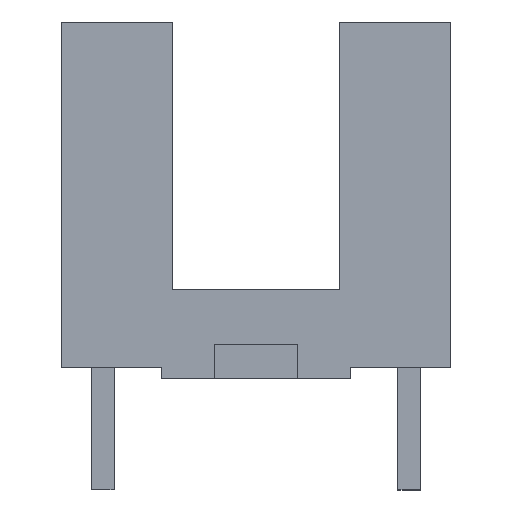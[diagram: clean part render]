
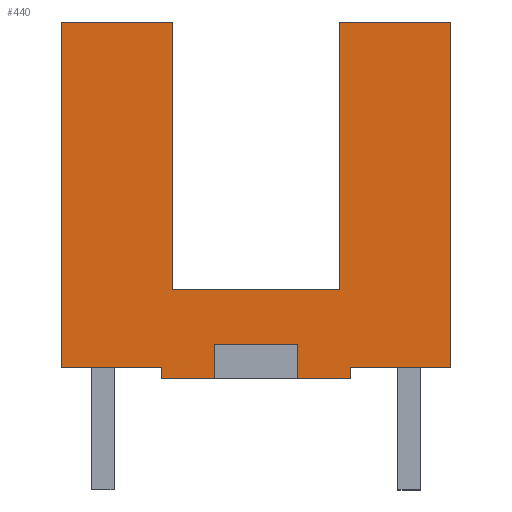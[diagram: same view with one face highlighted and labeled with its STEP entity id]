
A CAD part, top view. The second image highlights one B-rep face of the part: STEP entity #440.
In plain terms, the highlighted planar face has unit normal (0, 0, 1).
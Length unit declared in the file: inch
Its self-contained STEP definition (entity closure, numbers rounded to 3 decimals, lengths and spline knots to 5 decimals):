
#2 = ORIENTED_EDGE ( 'NONE', *, *, #1229, .T. ) ;
#13 = CARTESIAN_POINT ( 'NONE',  ( -0.0375, 0.03, 0.105 ) ) ;
#23 = EDGE_CURVE ( 'NONE', #1676, #1590, #1732, .T. ) ;
#44 = EDGE_CURVE ( 'NONE', #1271, #2380, #761, .T. ) ;
#60 = EDGE_CURVE ( 'NONE', #2238, #142, #1761, .T. ) ;
#77 = CARTESIAN_POINT ( 'NONE',  ( -0.175, 0.32, 0.105 ) ) ;
#98 = DIRECTION ( 'NONE',  ( 0., -1., 0. ) ) ;
#103 = DIRECTION ( 'NONE',  ( 0., -1., 0. ) ) ;
#108 = DIRECTION ( 'NONE',  ( 1., 0., 0. ) ) ;
#119 = DIRECTION ( 'NONE',  ( 0., -1., 0. ) ) ;
#120 = CARTESIAN_POINT ( 'NONE',  ( 0.175, 0.32, 0.105 ) ) ;
#123 = CARTESIAN_POINT ( 'NONE',  ( -0.175, 0., 0.105 ) ) ;
#127 = DIRECTION ( 'NONE',  ( -1., 0., 0. ) ) ;
#142 = VERTEX_POINT ( 'NONE', #2089 ) ;
#175 = VECTOR ( 'NONE', #119, 39.37008 ) ;
#187 = VERTEX_POINT ( 'NONE', #2470 ) ;
#197 = VECTOR ( 'NONE', #1967, 39.37008 ) ;
#212 = DIRECTION ( 'NONE',  ( 1., 0., 0. ) ) ;
#256 = VERTEX_POINT ( 'NONE', #13 ) ;
#265 = ORIENTED_EDGE ( 'NONE', *, *, #1102, .F. ) ;
#277 = ORIENTED_EDGE ( 'NONE', *, *, #1657, .T. ) ;
#297 = DIRECTION ( 'NONE',  ( 0., 0., -1. ) ) ;
#320 = VECTOR ( 'NONE', #98, 39.37008 ) ;
#338 = DIRECTION ( 'NONE',  ( 1., 0., 0. ) ) ;
#394 = EDGE_CURVE ( 'NONE', #557, #1091, #1658, .T. ) ;
#440 = ADVANCED_FACE ( 'NONE', ( #2040 ), #685, .F. ) ;
#460 = CARTESIAN_POINT ( 'NONE',  ( -0.075, 0.32, 0.105 ) ) ;
#491 = CARTESIAN_POINT ( 'NONE',  ( 0.175, 0.01, 0.105 ) ) ;
#518 = DIRECTION ( 'NONE',  ( 1., 0., 0. ) ) ;
#519 = VECTOR ( 'NONE', #1434, 39.37008 ) ;
#539 = LINE ( 'NONE', #1481, #175 ) ;
#546 = CARTESIAN_POINT ( 'NONE',  ( -0.085, 0.01, 0.105 ) ) ;
#557 = VERTEX_POINT ( 'NONE', #1356 ) ;
#581 = DIRECTION ( 'NONE',  ( 1., 0., 0. ) ) ;
#606 = VECTOR ( 'NONE', #212, 39.37008 ) ;
#656 = CARTESIAN_POINT ( 'NONE',  ( -0.175, 0., 0.105 ) ) ;
#671 = VECTOR ( 'NONE', #103, 39.37008 ) ;
#685 = PLANE ( 'NONE',  #1231 ) ;
#690 = CARTESIAN_POINT ( 'NONE',  ( -0.0375, 0.03, 0.105 ) ) ;
#695 = CARTESIAN_POINT ( 'NONE',  ( 0.085, 0., 0.105 ) ) ;
#716 = EDGE_CURVE ( 'NONE', #847, #883, #539, .T. ) ;
#735 = ORIENTED_EDGE ( 'NONE', *, *, #854, .T. ) ;
#761 = LINE ( 'NONE', #546, #1289 ) ;
#762 = CARTESIAN_POINT ( 'NONE',  ( -0.0375, 0.03, 0.105 ) ) ;
#763 = ORIENTED_EDGE ( 'NONE', *, *, #23, .F. ) ;
#770 = VERTEX_POINT ( 'NONE', #1849 ) ;
#794 = CARTESIAN_POINT ( 'NONE',  ( -0.175, 0.32, 0.105 ) ) ;
#834 = CARTESIAN_POINT ( 'NONE',  ( -0.075, 0.08, 0.105 ) ) ;
#844 = LINE ( 'NONE', #690, #1238 ) ;
#847 = VERTEX_POINT ( 'NONE', #460 ) ;
#854 = EDGE_CURVE ( 'NONE', #1677, #2380, #1237, .T. ) ;
#883 = VERTEX_POINT ( 'NONE', #834 ) ;
#922 = CARTESIAN_POINT ( 'NONE',  ( 0.0375, 0.03, 0.105 ) ) ;
#943 = CARTESIAN_POINT ( 'NONE',  ( 0.085, 0., 0.105 ) ) ;
#957 = ORIENTED_EDGE ( 'NONE', *, *, #1009, .F. ) ;
#988 = ORIENTED_EDGE ( 'NONE', *, *, #1979, .F. ) ;
#1009 = EDGE_CURVE ( 'NONE', #1677, #847, #1935, .T. ) ;
#1040 = VECTOR ( 'NONE', #2499, 39.37008 ) ;
#1041 = CARTESIAN_POINT ( 'NONE',  ( 0.175, 0.01, 0.105 ) ) ;
#1071 = VERTEX_POINT ( 'NONE', #1185 ) ;
#1087 = CARTESIAN_POINT ( 'NONE',  ( 0.175, 0.32, 0.105 ) ) ;
#1091 = VERTEX_POINT ( 'NONE', #943 ) ;
#1102 = EDGE_CURVE ( 'NONE', #1071, #1676, #1409, .T. ) ;
#1124 = ORIENTED_EDGE ( 'NONE', *, *, #44, .F. ) ;
#1162 = LINE ( 'NONE', #762, #1040 ) ;
#1170 = CARTESIAN_POINT ( 'NONE',  ( -0.085, 0.01, 0.105 ) ) ;
#1185 = CARTESIAN_POINT ( 'NONE',  ( 0.075, 0.32, 0.105 ) ) ;
#1206 = CARTESIAN_POINT ( 'NONE',  ( 0.075, 0.32, 0.105 ) ) ;
#1229 = EDGE_CURVE ( 'NONE', #142, #1091, #2425, .T. ) ;
#1231 = AXIS2_PLACEMENT_3D ( 'NONE', #1272, #297, #127 ) ;
#1237 = LINE ( 'NONE', #77, #519 ) ;
#1238 = VECTOR ( 'NONE', #2236, 39.37008 ) ;
#1250 = DIRECTION ( 'NONE',  ( -1., 0., 0. ) ) ;
#1271 = VERTEX_POINT ( 'NONE', #1640 ) ;
#1272 = CARTESIAN_POINT ( 'NONE',  ( -0.175, 0.32, 0.105 ) ) ;
#1289 = VECTOR ( 'NONE', #1861, 39.37008 ) ;
#1356 = CARTESIAN_POINT ( 'NONE',  ( 0.085, 0.01, 0.105 ) ) ;
#1361 = ORIENTED_EDGE ( 'NONE', *, *, #716, .F. ) ;
#1365 = LINE ( 'NONE', #1206, #197 ) ;
#1405 = VECTOR ( 'NONE', #338, 39.37008 ) ;
#1409 = LINE ( 'NONE', #794, #606 ) ;
#1434 = DIRECTION ( 'NONE',  ( 0., -1., 0. ) ) ;
#1446 = VECTOR ( 'NONE', #518, 39.37008 ) ;
#1468 = EDGE_LOOP ( 'NONE', ( #277, #2003, #2416, #1687, #2, #1646, #988, #763, #265, #1766, #2378, #1361, #957, #735, #1124, #2214 ) ) ;
#1481 = CARTESIAN_POINT ( 'NONE',  ( -0.075, 0.32, 0.105 ) ) ;
#1508 = VECTOR ( 'NONE', #108, 39.37008 ) ;
#1534 = LINE ( 'NONE', #1041, #2458 ) ;
#1549 = VECTOR ( 'NONE', #581, 39.37008 ) ;
#1558 = LINE ( 'NONE', #1170, #1997 ) ;
#1590 = VERTEX_POINT ( 'NONE', #491 ) ;
#1618 = EDGE_CURVE ( 'NONE', #2238, #256, #844, .T. ) ;
#1630 = LINE ( 'NONE', #656, #1446 ) ;
#1640 = CARTESIAN_POINT ( 'NONE',  ( -0.085, 0.01, 0.105 ) ) ;
#1646 = ORIENTED_EDGE ( 'NONE', *, *, #394, .F. ) ;
#1657 = EDGE_CURVE ( 'NONE', #187, #1889, #1630, .T. ) ;
#1658 = LINE ( 'NONE', #695, #320 ) ;
#1676 = VERTEX_POINT ( 'NONE', #120 ) ;
#1677 = VERTEX_POINT ( 'NONE', #1860 ) ;
#1687 = ORIENTED_EDGE ( 'NONE', *, *, #60, .T. ) ;
#1732 = LINE ( 'NONE', #1087, #671 ) ;
#1761 = LINE ( 'NONE', #922, #2247 ) ;
#1766 = ORIENTED_EDGE ( 'NONE', *, *, #2243, .F. ) ;
#1849 = CARTESIAN_POINT ( 'NONE',  ( 0.075, 0.08, 0.105 ) ) ;
#1860 = CARTESIAN_POINT ( 'NONE',  ( -0.175, 0.32, 0.105 ) ) ;
#1861 = DIRECTION ( 'NONE',  ( -1., 0., 0. ) ) ;
#1886 = EDGE_CURVE ( 'NONE', #187, #1271, #1558, .T. ) ;
#1889 = VERTEX_POINT ( 'NONE', #1932 ) ;
#1932 = CARTESIAN_POINT ( 'NONE',  ( -0.0375, 0., 0.105 ) ) ;
#1935 = LINE ( 'NONE', #2301, #1549 ) ;
#1967 = DIRECTION ( 'NONE',  ( 0., 1., 0. ) ) ;
#1979 = EDGE_CURVE ( 'NONE', #1590, #557, #1534, .T. ) ;
#1997 = VECTOR ( 'NONE', #2354, 39.37008 ) ;
#2003 = ORIENTED_EDGE ( 'NONE', *, *, #2523, .F. ) ;
#2011 = EDGE_CURVE ( 'NONE', #883, #770, #2357, .T. ) ;
#2040 = FACE_OUTER_BOUND ( 'NONE', #1468, .T. ) ;
#2089 = CARTESIAN_POINT ( 'NONE',  ( 0.0375, 0., 0.105 ) ) ;
#2200 = CARTESIAN_POINT ( 'NONE',  ( 0.0375, 0.03, 0.105 ) ) ;
#2214 = ORIENTED_EDGE ( 'NONE', *, *, #1886, .F. ) ;
#2236 = DIRECTION ( 'NONE',  ( -1., 0., 0. ) ) ;
#2238 = VERTEX_POINT ( 'NONE', #2200 ) ;
#2243 = EDGE_CURVE ( 'NONE', #770, #1071, #1365, .T. ) ;
#2247 = VECTOR ( 'NONE', #2507, 39.37008 ) ;
#2301 = CARTESIAN_POINT ( 'NONE',  ( -0.175, 0.32, 0.105 ) ) ;
#2354 = DIRECTION ( 'NONE',  ( 0., 1., 0. ) ) ;
#2357 = LINE ( 'NONE', #2466, #1405 ) ;
#2378 = ORIENTED_EDGE ( 'NONE', *, *, #2011, .F. ) ;
#2380 = VERTEX_POINT ( 'NONE', #2443 ) ;
#2416 = ORIENTED_EDGE ( 'NONE', *, *, #1618, .F. ) ;
#2425 = LINE ( 'NONE', #123, #1508 ) ;
#2443 = CARTESIAN_POINT ( 'NONE',  ( -0.175, 0.01, 0.105 ) ) ;
#2458 = VECTOR ( 'NONE', #1250, 39.37008 ) ;
#2466 = CARTESIAN_POINT ( 'NONE',  ( -0.075, 0.08, 0.105 ) ) ;
#2470 = CARTESIAN_POINT ( 'NONE',  ( -0.085, 0., 0.105 ) ) ;
#2499 = DIRECTION ( 'NONE',  ( 0., -1., 0. ) ) ;
#2507 = DIRECTION ( 'NONE',  ( 0., -1., 0. ) ) ;
#2523 = EDGE_CURVE ( 'NONE', #256, #1889, #1162, .T. ) ;
